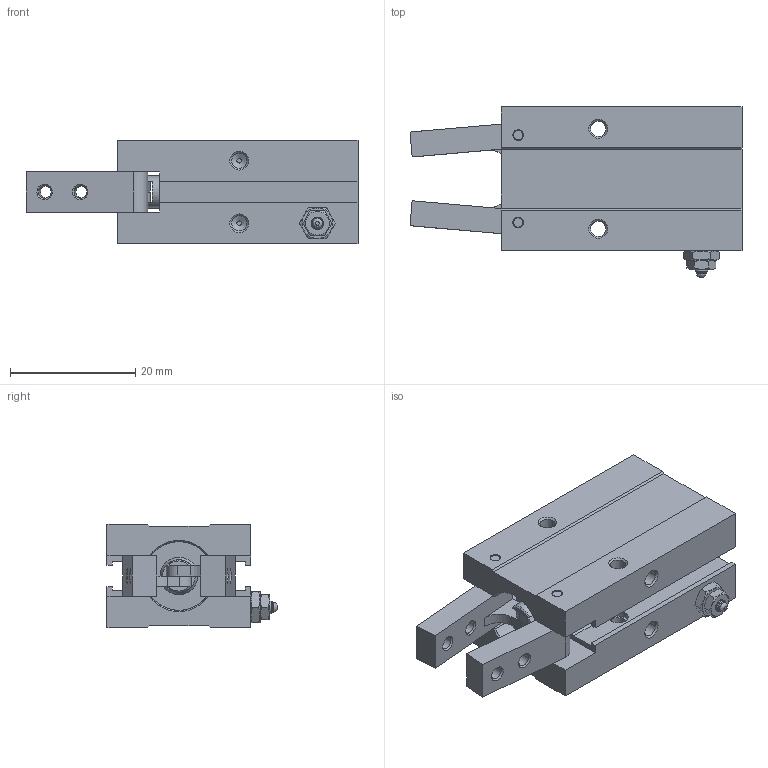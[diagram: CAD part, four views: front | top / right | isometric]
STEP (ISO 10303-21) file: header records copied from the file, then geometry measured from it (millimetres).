
FILE_DESCRIPTION( ( 'STEP AP203' ), '1' );
FILE_NAME( 'HFY10(CL)+().stp', '2021-08-11T12:55:27', ( 'License CC BY-ND 4.0' ), ( 'CADENAS' ), ' ', 'PARTsolutions', ' ' );
FILE_SCHEMA( ( 'CONFIG_CONTROL_DESIGN' ) );
Length unit declared in the file: millimetre
Products named in the file (6): HFY10(CL)+(); _HFY10(CL); _HFY10(-CL)_body; _HFY10(-CL_rod); _HFY10(-CL_fl); _HFY10(-CL_fr)
Assembly tree (5 placements, depth 2):
  HFY10(CL)+()
    _HFY10(CL)
    _HFY10(-CL)_body
    _HFY10(-CL_rod)
    _HFY10(-CL_fl)
    _HFY10(-CL_fr)
Bounding box: 53.11 x 27.2 x 16.5 mm (x, y, z)
Volume: 11783.2 mm3; surface area: 8227.8 mm2
Topology: 4 solids, 4 shells, 182 faces, 434 edges, 282 vertices
Faces by surface type: plane 98, cylinder 45, cone 38, bspline 1
Full cylindrical faces by diameter (mm): 1.5 x8, 1.6 x1, 2 x1, 2.013 x4, 2.459 x10, 3.2 x4, 5.2 x1, 6 x2, 9 x1, 9.9 x1, 10 x1, 11 x2, 12 x1
Entity records: 5266 total; most frequent: CARTESIAN_POINT 1112, DIRECTION 822, ORIENTED_EDGE 696, EDGE_CURVE 348, AXIS2_PLACEMENT_3D 323, EDGE_LOOP 308, VERTEX_POINT 268, FACE_OUTER_BOUND 220
